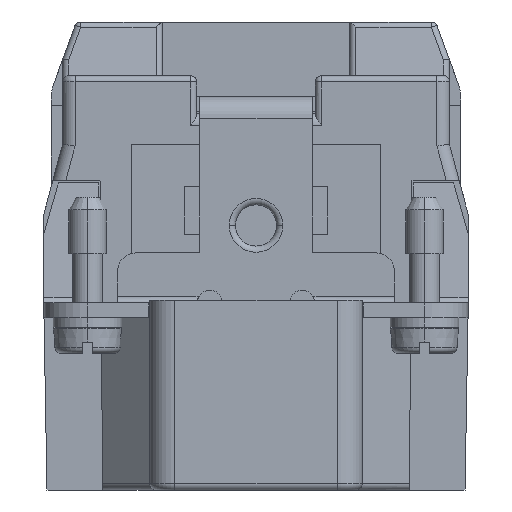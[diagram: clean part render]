
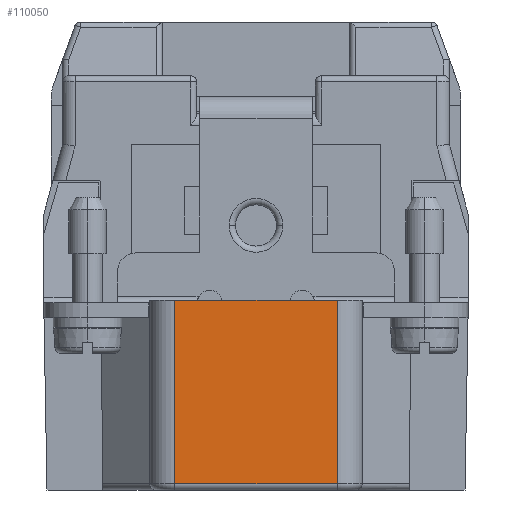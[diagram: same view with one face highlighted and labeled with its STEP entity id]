
A CAD part, left-side view. The second image highlights one B-rep face of the part: STEP entity #110050.
In plain terms, the highlighted planar face has unit normal (-1, 0, 0).
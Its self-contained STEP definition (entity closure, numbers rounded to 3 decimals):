
#72110=CARTESIAN_POINT('',(42.882,43.886,19.5));
#72120=VERTEX_POINT('',#72110);
#81910=CARTESIAN_POINT('',(42.882,56.886,19.5));
#81920=VERTEX_POINT('',#81910);
#81950=CARTESIAN_POINT('',(42.882,64.149,19.5));
#81960=DIRECTION('',(0.,-1.,0.));
#81970=VECTOR('',#81960,1.);
#81980=LINE('',#81950,#81970);
#81990=EDGE_CURVE('',#81920,#72120,#81980,.T.);
#109750=CARTESIAN_POINT('',(42.882,33.386,19.));
#109760=DIRECTION('',(-1.,0.,0.));
#109770=DIRECTION('',(0.,1.,0.));
#109780=AXIS2_PLACEMENT_3D('',#109750,#109760,#109770);
#109790=PLANE('',#109780);
#109800=CARTESIAN_POINT('',(42.882,43.886,19.));
#109810=DIRECTION('',(0.,0.,-1.));
#109820=VECTOR('',#109810,1.);
#109830=LINE('',#109800,#109820);
#109840=CARTESIAN_POINT('',(42.882,43.886,34.2));
#109850=VERTEX_POINT('',#109840);
#109860=EDGE_CURVE('',#109850,#72120,#109830,.T.);
#109870=ORIENTED_EDGE('',*,*,#109860,.F.);
#109880=ORIENTED_EDGE('',*,*,#81990,.T.);
#109890=CARTESIAN_POINT('',(42.882,56.886,19.));
#109900=DIRECTION('',(0.,0.,1.));
#109910=VECTOR('',#109900,1.);
#109920=LINE('',#109890,#109910);
#109930=CARTESIAN_POINT('',(42.882,56.886,34.2));
#109940=VERTEX_POINT('',#109930);
#109950=EDGE_CURVE('',#81920,#109940,#109920,.T.);
#109960=ORIENTED_EDGE('',*,*,#109950,.F.);
#109970=CARTESIAN_POINT('',(42.882,56.886,34.2));
#109980=DIRECTION('',(0.,-1.,0.));
#109990=VECTOR('',#109980,1.);
#110000=LINE('',#109970,#109990);
#110010=EDGE_CURVE('',#109940,#109850,#110000,.T.);
#110020=ORIENTED_EDGE('',*,*,#110010,.F.);
#110030=EDGE_LOOP('',(#110020,#109960,#109880,#109870));
#110040=FACE_OUTER_BOUND('',#110030,.T.);
#110050=ADVANCED_FACE('',(#110040),#109790,.T.);
